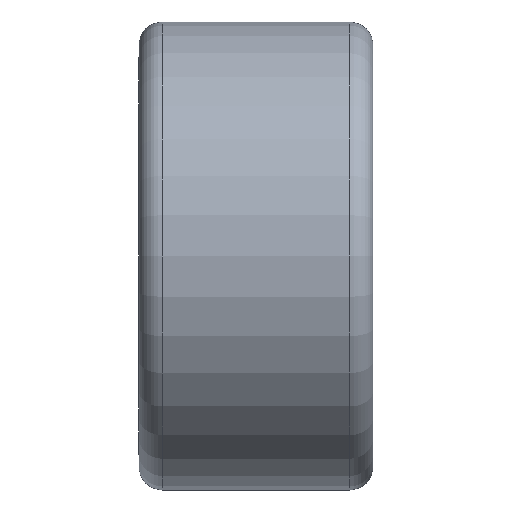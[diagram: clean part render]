
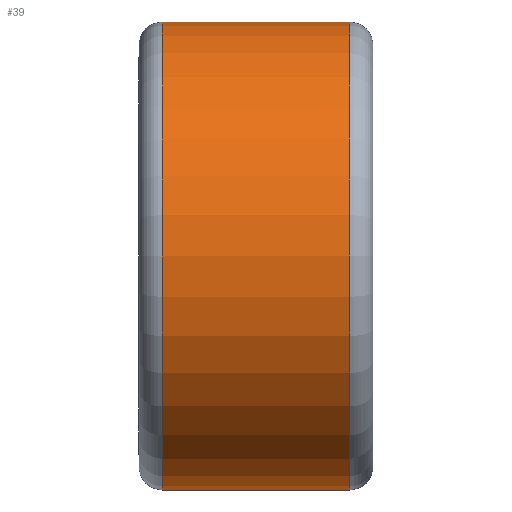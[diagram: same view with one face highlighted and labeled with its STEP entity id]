
A CAD part, left-side view. The second image highlights one B-rep face of the part: STEP entity #39.
In plain terms, the highlighted cylindrical face has radius 5 mm (diameter 10 mm), a partial arc.
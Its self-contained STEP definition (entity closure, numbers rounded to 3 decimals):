
#3 = DIRECTION ( 'NONE',  ( 0., -1., 0. ) ) ;
#9 = CARTESIAN_POINT ( 'NONE',  ( 0., 4.5, 5. ) ) ;
#30 = CARTESIAN_POINT ( 'NONE',  ( 0., 0.5, 5. ) ) ;
#39 = ADVANCED_FACE ( 'NONE', ( #190 ), #285, .T. ) ;
#43 = EDGE_LOOP ( 'NONE', ( #198, #380, #122, #146 ) ) ;
#47 = CARTESIAN_POINT ( 'NONE',  ( 0., 4.5, -5. ) ) ;
#72 = AXIS2_PLACEMENT_3D ( 'NONE', #143, #205, #208 ) ;
#77 = LINE ( 'NONE', #301, #241 ) ;
#98 = AXIS2_PLACEMENT_3D ( 'NONE', #255, #382, #106 ) ;
#105 = EDGE_CURVE ( 'NONE', #294, #154, #325, .T. ) ;
#106 = DIRECTION ( 'NONE',  ( 0., 0., 1. ) ) ;
#122 = ORIENTED_EDGE ( 'NONE', *, *, #105, .T. ) ;
#131 = DIRECTION ( 'NONE',  ( 0., 0., -1. ) ) ;
#143 = CARTESIAN_POINT ( 'NONE',  ( 0., 0.5, 0. ) ) ;
#146 = ORIENTED_EDGE ( 'NONE', *, *, #349, .T. ) ;
#147 = EDGE_CURVE ( 'NONE', #185, #294, #162, .T. ) ;
#148 = EDGE_CURVE ( 'NONE', #185, #346, #77, .T. ) ;
#154 = VERTEX_POINT ( 'NONE', #203 ) ;
#158 = AXIS2_PLACEMENT_3D ( 'NONE', #188, #3, #131 ) ;
#161 = DIRECTION ( 'NONE',  ( 0., -1., 0. ) ) ;
#162 = CIRCLE ( 'NONE', #98, 5. ) ;
#181 = VECTOR ( 'NONE', #161, 1000. ) ;
#185 = VERTEX_POINT ( 'NONE', #9 ) ;
#188 = CARTESIAN_POINT ( 'NONE',  ( 0., 5., 0. ) ) ;
#190 = FACE_OUTER_BOUND ( 'NONE', #43, .T. ) ;
#198 = ORIENTED_EDGE ( 'NONE', *, *, #148, .F. ) ;
#203 = CARTESIAN_POINT ( 'NONE',  ( 0., 0.5, -5. ) ) ;
#205 = DIRECTION ( 'NONE',  ( 0., 1., 0. ) ) ;
#208 = DIRECTION ( 'NONE',  ( 0., 0., 1. ) ) ;
#241 = VECTOR ( 'NONE', #267, 1000. ) ;
#255 = CARTESIAN_POINT ( 'NONE',  ( 0., 4.5, 0. ) ) ;
#256 = CIRCLE ( 'NONE', #72, 5. ) ;
#267 = DIRECTION ( 'NONE',  ( 0., -1., 0. ) ) ;
#285 = CYLINDRICAL_SURFACE ( 'NONE', #158, 5. ) ;
#294 = VERTEX_POINT ( 'NONE', #47 ) ;
#301 = CARTESIAN_POINT ( 'NONE',  ( 0., 5., 5. ) ) ;
#325 = LINE ( 'NONE', #353, #181 ) ;
#346 = VERTEX_POINT ( 'NONE', #30 ) ;
#349 = EDGE_CURVE ( 'NONE', #154, #346, #256, .T. ) ;
#353 = CARTESIAN_POINT ( 'NONE',  ( 0., 5., -5. ) ) ;
#380 = ORIENTED_EDGE ( 'NONE', *, *, #147, .T. ) ;
#382 = DIRECTION ( 'NONE',  ( 0., -1., 0. ) ) ;
